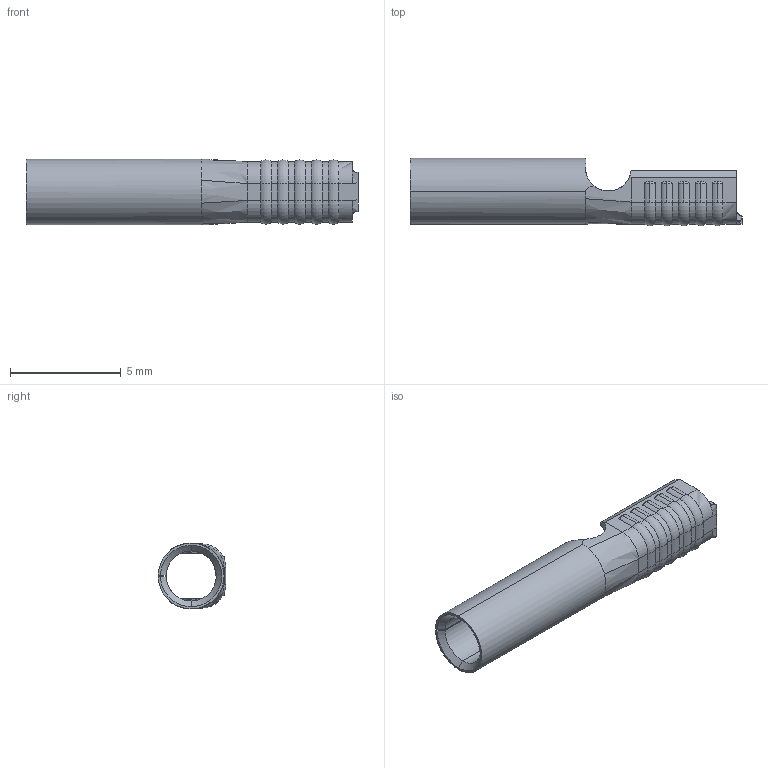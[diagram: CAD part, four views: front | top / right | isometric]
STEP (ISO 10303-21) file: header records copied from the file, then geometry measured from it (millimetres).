
FILE_DESCRIPTION (( 'STEP AP203' ), '1' );
FILE_NAME ('09332.STEP', '2015-02-05T14:21:40', ( '' ), ( '' ), 'SwSTEP 2.0', 'SolidWorks 2014', '' );
FILE_SCHEMA (( 'CONFIG_CONTROL_DESIGN' ));
Length unit declared in the file: inch
Products named in the file (1): 09332
Bounding box: 14.99 x 3.05 x 2.97 mm (x, y, z)
Volume: 36 mm3; surface area: 230 mm2
Topology: 1 solids, 1 shells, 220 faces, 517 edges, 299 vertices
Faces by surface type: plane 85, cylinder 64, torus 30, cone 23, bspline 18
Entity records: 6841 total; most frequent: CARTESIAN_POINT 1848, ORIENTED_EDGE 1034, DIRECTION 1017, EDGE_CURVE 517, AXIS2_PLACEMENT_3D 353, VECTOR 311, LINE 311, VERTEX_POINT 299
